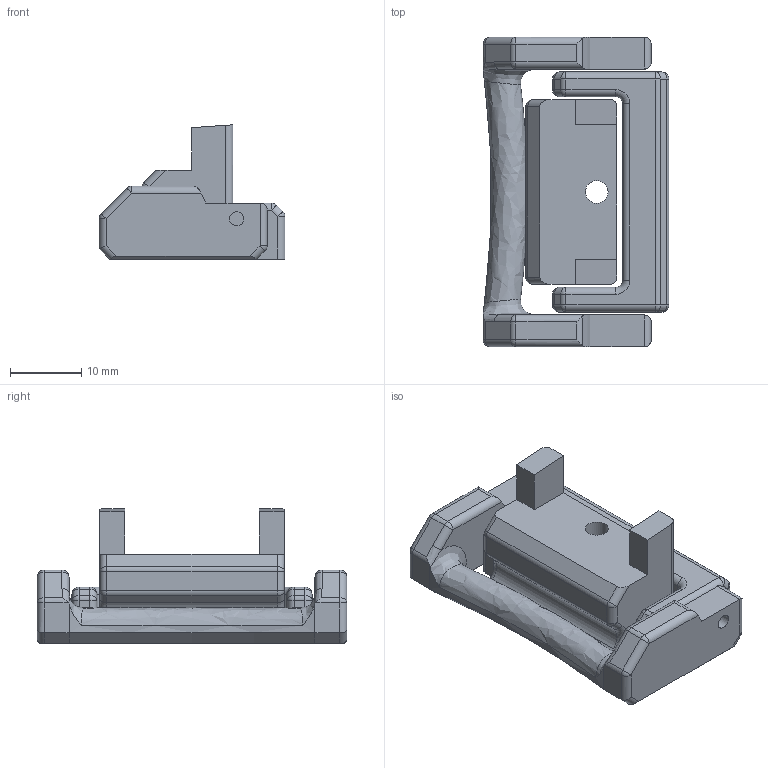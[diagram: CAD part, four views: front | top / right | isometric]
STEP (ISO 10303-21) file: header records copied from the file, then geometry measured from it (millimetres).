
FILE_DESCRIPTION(/* description */ ('NewLatch-plain-hammer-3.0mm'),/* implementation_level */ '2;1');
FILE_NAME(/* name */ 'NewLatch v108.step',/* time_stamp */ '2022-09-04T09:26:20+01:00',/* author */ (''),/* organization */ (''),/* preprocessor_version */ 'ST-DEVELOPER v19',/* originating_system */ 'Autodesk Translation Framework v11.7.0.108',/* authorisation */ '');
FILE_SCHEMA (('AUTOMOTIVE_DESIGN { 1 0 10303 214 3 1 1 }'));
Length unit declared in the file: millimetre
Products named in the file (1): NewLatch
Bounding box: 26.16 x 43.6 x 18.92 mm (x, y, z)
Volume: 8351.6 mm3; surface area: 5593.5 mm2
Topology: 3 solids, 3 shells, 234 faces, 549 edges, 325 vertices
Faces by surface type: cylinder 89, plane 88, sphere 30, bspline 11, torus 10, cone 6
Full cylindrical faces by diameter (mm): 2 x4, 2.1 x3, 3.2 x1
Entity records: 7206 total; most frequent: CARTESIAN_POINT 1766, DIRECTION 1168, ORIENTED_EDGE 1096, EDGE_CURVE 548, AXIS2_PLACEMENT_3D 430, VERTEX_POINT 325, LINE 308, VECTOR 308
